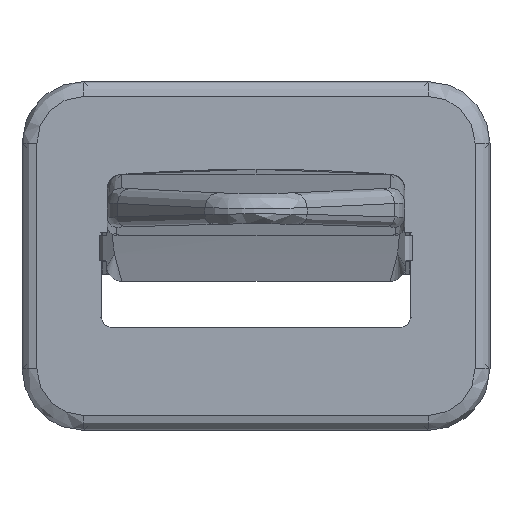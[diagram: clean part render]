
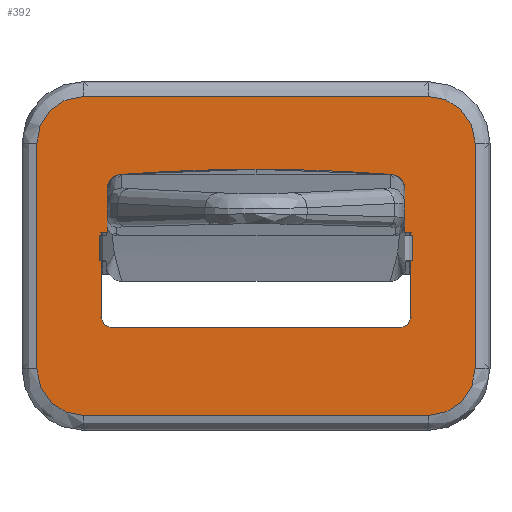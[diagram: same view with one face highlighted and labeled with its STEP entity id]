
A CAD part, top view. The second image highlights one B-rep face of the part: STEP entity #392.
In plain terms, the highlighted planar face has unit normal (0, 0, 1).
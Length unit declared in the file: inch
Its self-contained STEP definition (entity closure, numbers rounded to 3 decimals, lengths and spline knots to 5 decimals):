
#105=FACE_BOUND('',#759,.T.);
#106=FACE_BOUND('',#760,.T.);
#142=ELLIPSE('',#2752,0.01,0.01);
#145=ELLIPSE('',#2756,0.01,0.01);
#146=ELLIPSE('',#2764,0.04713,0.047);
#147=ELLIPSE('',#2765,0.04713,0.047);
#148=ELLIPSE('',#2766,0.04713,0.047);
#149=ELLIPSE('',#2767,0.04713,0.047);
#255=CIRCLE('',#2697,0.005);
#257=CIRCLE('',#2700,0.005);
#392=ADVANCED_FACE('',(#105,#106),#508,.T.);
#508=PLANE('',#2768);
#759=EDGE_LOOP('',(#1665,#1666,#1667,#1668,#1669,#1670,#1671,#1672,#1673,
#1674,#1675,#1676));
#760=EDGE_LOOP('',(#1677,#1678,#1679,#1680,#1681,#1682,#1683,#1684));
#894=LINE('',#3884,#1110);
#896=LINE('',#3967,#1112);
#940=LINE('',#4186,#1156);
#953=LINE('',#4214,#1169);
#961=LINE('',#4239,#1177);
#963=LINE('',#4243,#1179);
#970=LINE('',#4256,#1186);
#972=LINE('',#4259,#1188);
#973=LINE('',#4264,#1189);
#974=LINE('',#4268,#1190);
#975=LINE('',#4272,#1191);
#976=LINE('',#4276,#1192);
#1110=VECTOR('',#3032,1.);
#1112=VECTOR('',#3042,1.);
#1156=VECTOR('',#3216,1.);
#1169=VECTOR('',#3249,1.);
#1177=VECTOR('',#3271,1.);
#1179=VECTOR('',#3275,1.);
#1186=VECTOR('',#3288,1.);
#1188=VECTOR('',#3292,1.);
#1189=VECTOR('',#3297,1.);
#1190=VECTOR('',#3300,1.);
#1191=VECTOR('',#3303,1.);
#1192=VECTOR('',#3306,1.);
#1665=ORIENTED_EDGE('',*,*,#2446,.T.);
#1666=ORIENTED_EDGE('',*,*,#2328,.T.);
#1667=ORIENTED_EDGE('',*,*,#2366,.T.);
#1668=ORIENTED_EDGE('',*,*,#2335,.F.);
#1669=ORIENTED_EDGE('',*,*,#2368,.T.);
#1670=ORIENTED_EDGE('',*,*,#2417,.F.);
#1671=ORIENTED_EDGE('',*,*,#2432,.T.);
#1672=ORIENTED_EDGE('',*,*,#2444,.T.);
#1673=ORIENTED_EDGE('',*,*,#2433,.T.);
#1674=ORIENTED_EDGE('',*,*,#2453,.F.);
#1675=ORIENTED_EDGE('',*,*,#2439,.T.);
#1676=ORIENTED_EDGE('',*,*,#2455,.F.);
#1677=ORIENTED_EDGE('',*,*,#2456,.T.);
#1678=ORIENTED_EDGE('',*,*,#2457,.T.);
#1679=ORIENTED_EDGE('',*,*,#2458,.T.);
#1680=ORIENTED_EDGE('',*,*,#2459,.T.);
#1681=ORIENTED_EDGE('',*,*,#2460,.T.);
#1682=ORIENTED_EDGE('',*,*,#2461,.T.);
#1683=ORIENTED_EDGE('',*,*,#2462,.T.);
#1684=ORIENTED_EDGE('',*,*,#2463,.T.);
#2083=VERTEX_POINT('',#3875);
#2087=VERTEX_POINT('',#3883);
#2090=VERTEX_POINT('',#3966);
#2091=VERTEX_POINT('',#3968);
#2115=VERTEX_POINT('',#4043);
#2135=VERTEX_POINT('',#4185);
#2140=VERTEX_POINT('',#4213);
#2141=VERTEX_POINT('',#4217);
#2142=VERTEX_POINT('',#4218);
#2147=VERTEX_POINT('',#4229);
#2148=VERTEX_POINT('',#4231);
#2152=VERTEX_POINT('',#4244);
#2155=VERTEX_POINT('',#4262);
#2156=VERTEX_POINT('',#4263);
#2157=VERTEX_POINT('',#4265);
#2158=VERTEX_POINT('',#4267);
#2159=VERTEX_POINT('',#4269);
#2160=VERTEX_POINT('',#4271);
#2161=VERTEX_POINT('',#4273);
#2162=VERTEX_POINT('',#4275);
#2328=EDGE_CURVE('',#2083,#2087,#894,.T.);
#2335=EDGE_CURVE('',#2090,#2091,#896,.T.);
#2366=EDGE_CURVE('',#2087,#2091,#255,.T.);
#2368=EDGE_CURVE('',#2090,#2115,#257,.T.);
#2417=EDGE_CURVE('',#2135,#2115,#940,.T.);
#2432=EDGE_CURVE('',#2135,#2140,#953,.T.);
#2433=EDGE_CURVE('',#2141,#2142,#142,.T.);
#2439=EDGE_CURVE('',#2148,#2147,#145,.T.);
#2444=EDGE_CURVE('',#2140,#2141,#961,.T.);
#2446=EDGE_CURVE('',#2152,#2083,#963,.T.);
#2453=EDGE_CURVE('',#2148,#2142,#970,.T.);
#2455=EDGE_CURVE('',#2152,#2147,#972,.T.);
#2456=EDGE_CURVE('',#2155,#2156,#146,.T.);
#2457=EDGE_CURVE('',#2156,#2157,#973,.T.);
#2458=EDGE_CURVE('',#2157,#2158,#147,.T.);
#2459=EDGE_CURVE('',#2158,#2159,#974,.T.);
#2460=EDGE_CURVE('',#2159,#2160,#148,.T.);
#2461=EDGE_CURVE('',#2160,#2161,#975,.T.);
#2462=EDGE_CURVE('',#2161,#2162,#149,.T.);
#2463=EDGE_CURVE('',#2162,#2155,#976,.T.);
#2697=AXIS2_PLACEMENT_3D('',#4039,#3096,#3097);
#2700=AXIS2_PLACEMENT_3D('',#4042,#3102,#3103);
#2752=AXIS2_PLACEMENT_3D('',#4216,#3252,#3253);
#2756=AXIS2_PLACEMENT_3D('',#4230,#3263,#3264);
#2764=AXIS2_PLACEMENT_3D('',#4261,#3295,#3296);
#2765=AXIS2_PLACEMENT_3D('',#4266,#3298,#3299);
#2766=AXIS2_PLACEMENT_3D('',#4270,#3301,#3302);
#2767=AXIS2_PLACEMENT_3D('',#4274,#3304,#3305);
#2768=AXIS2_PLACEMENT_3D('',#4277,#3307,#3308);
#3032=DIRECTION('',(0.,1.,0.));
#3042=DIRECTION('',(-1.,0.,0.));
#3096=DIRECTION('',(0.,0.,-1.));
#3097=DIRECTION('',(0.,-1.,0.));
#3102=DIRECTION('',(0.,0.,-1.));
#3103=DIRECTION('',(0.,-1.,0.));
#3216=DIRECTION('',(0.,1.,0.));
#3249=DIRECTION('',(1.,0.,0.));
#3252=DIRECTION('',(0.,0.,-1.));
#3253=DIRECTION('',(-1.,0.,0.));
#3263=DIRECTION('',(0.,0.,-1.));
#3264=DIRECTION('',(-1.,0.,0.));
#3271=DIRECTION('',(0.,-1.,0.));
#3275=DIRECTION('',(1.,0.,0.));
#3288=DIRECTION('',(1.,0.,0.));
#3292=DIRECTION('',(0.,-1.,0.));
#3295=DIRECTION('',(0.,0.,1.));
#3296=DIRECTION('',(-0.707,0.707,0.));
#3297=DIRECTION('',(0.,-1.,0.));
#3298=DIRECTION('',(0.,0.,1.));
#3299=DIRECTION('',(0.707,0.707,0.));
#3300=DIRECTION('',(1.,0.,0.));
#3301=DIRECTION('',(0.,0.,1.));
#3302=DIRECTION('',(-0.707,0.707,0.));
#3303=DIRECTION('',(0.,1.,0.));
#3304=DIRECTION('',(0.,0.,1.));
#3305=DIRECTION('',(0.707,0.707,0.));
#3306=DIRECTION('',(-1.,0.,0.));
#3307=DIRECTION('',(0.,0.,1.));
#3308=DIRECTION('',(0.,-1.,0.));
#3875=CARTESIAN_POINT('',(0.9695,0.124,9.053));
#3883=CARTESIAN_POINT('',(0.9695,0.131,9.053));
#3884=CARTESIAN_POINT('',(0.9695,0.18763,9.053));
#3966=CARTESIAN_POINT('',(1.1795,0.136,9.053));
#3967=CARTESIAN_POINT('',(1.212,0.136,9.053));
#3968=CARTESIAN_POINT('',(0.9745,0.136,9.053));
#4039=CARTESIAN_POINT('',(0.9745,0.131,9.053));
#4042=CARTESIAN_POINT('',(1.1795,0.131,9.053));
#4043=CARTESIAN_POINT('',(1.1845,0.131,9.053));
#4185=CARTESIAN_POINT('',(1.1845,0.124,9.053));
#4186=CARTESIAN_POINT('',(1.1845,0.095,9.053));
#4213=CARTESIAN_POINT('',(1.2325,0.124,9.053));
#4214=CARTESIAN_POINT('',(0.9215,0.124,9.053));
#4216=CARTESIAN_POINT('',(1.2225,0.03805,9.053));
#4217=CARTESIAN_POINT('',(1.2325,0.03805,9.053));
#4218=CARTESIAN_POINT('',(1.2225,0.02805,9.053));
#4229=CARTESIAN_POINT('',(0.9215,0.03805,9.053));
#4230=CARTESIAN_POINT('',(0.9315,0.03805,9.053));
#4231=CARTESIAN_POINT('',(0.9315,0.02805,9.053));
#4239=CARTESIAN_POINT('',(1.2325,0.265,9.053));
#4243=CARTESIAN_POINT('',(0.9215,0.124,9.053));
#4244=CARTESIAN_POINT('',(0.9215,0.124,9.053));
#4256=CARTESIAN_POINT('',(1.077,0.02805,9.053));
#4259=CARTESIAN_POINT('',(0.9215,0.241,9.053));
#4261=CARTESIAN_POINT('',(0.90345,0.21355,9.053));
#4262=CARTESIAN_POINT('',(0.90332,0.26062,9.053));
#4263=CARTESIAN_POINT('',(0.85638,0.21368,9.053));
#4264=CARTESIAN_POINT('',(0.85638,0.265,9.053));
#4265=CARTESIAN_POINT('',(0.85638,-0.01368,9.053));
#4266=CARTESIAN_POINT('',(0.90345,-0.01355,9.053));
#4267=CARTESIAN_POINT('',(0.90332,-0.06062,9.053));
#4268=CARTESIAN_POINT('',(1.077,-0.06062,9.053));
#4269=CARTESIAN_POINT('',(1.25068,-0.06062,9.053));
#4270=CARTESIAN_POINT('',(1.25055,-0.01355,9.053));
#4271=CARTESIAN_POINT('',(1.29762,-0.01368,9.053));
#4272=CARTESIAN_POINT('',(1.29762,0.265,9.053));
#4273=CARTESIAN_POINT('',(1.29762,0.21368,9.053));
#4274=CARTESIAN_POINT('',(1.25055,0.21355,9.053));
#4275=CARTESIAN_POINT('',(1.25068,0.26062,9.053));
#4276=CARTESIAN_POINT('',(1.077,0.26062,9.053));
#4277=CARTESIAN_POINT('',(1.077,0.265,9.053));
